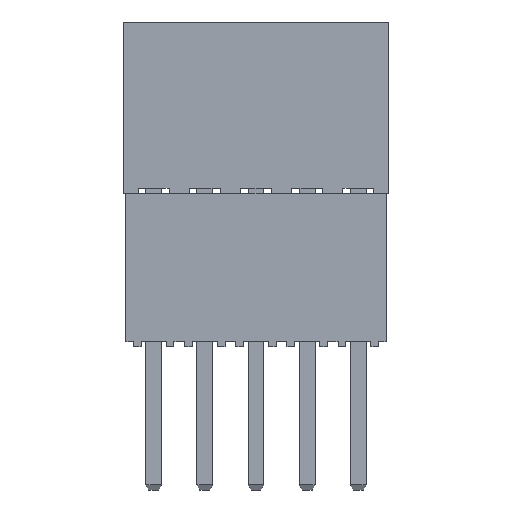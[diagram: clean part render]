
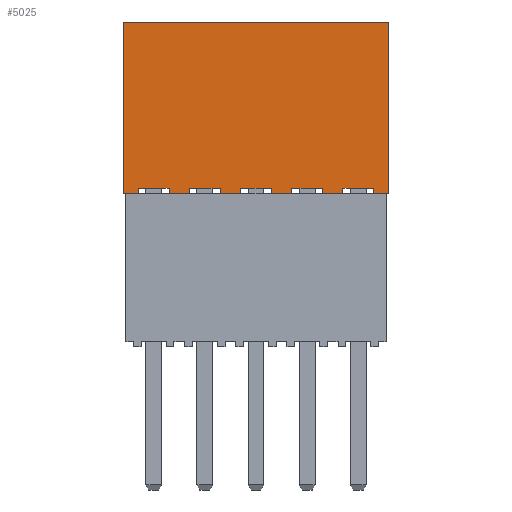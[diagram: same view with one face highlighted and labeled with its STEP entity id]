
A CAD part, top view. The second image highlights one B-rep face of the part: STEP entity #5025.
In plain terms, the highlighted planar face has unit normal (0, 0, 1).
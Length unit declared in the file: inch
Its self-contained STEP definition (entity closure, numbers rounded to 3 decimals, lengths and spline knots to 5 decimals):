
#130=ORIENTED_EDGE('',*,*,#1584,.F.);
#131=ORIENTED_EDGE('',*,*,#1521,.T.);
#132=ORIENTED_EDGE('',*,*,#1585,.F.);
#133=ORIENTED_EDGE('',*,*,#1586,.F.);
#134=ORIENTED_EDGE('',*,*,#1587,.T.);
#135=ORIENTED_EDGE('',*,*,#1539,.T.);
#136=ORIENTED_EDGE('',*,*,#1588,.F.);
#137=ORIENTED_EDGE('',*,*,#1589,.F.);
#138=ORIENTED_EDGE('',*,*,#1590,.F.);
#139=ORIENTED_EDGE('',*,*,#1535,.T.);
#140=ORIENTED_EDGE('',*,*,#1591,.F.);
#141=ORIENTED_EDGE('',*,*,#1592,.F.);
#142=ORIENTED_EDGE('',*,*,#1593,.F.);
#143=ORIENTED_EDGE('',*,*,#1531,.T.);
#144=ORIENTED_EDGE('',*,*,#1594,.F.);
#145=ORIENTED_EDGE('',*,*,#1595,.F.);
#146=ORIENTED_EDGE('',*,*,#1596,.F.);
#147=ORIENTED_EDGE('',*,*,#1527,.T.);
#148=ORIENTED_EDGE('',*,*,#1597,.F.);
#149=ORIENTED_EDGE('',*,*,#1598,.F.);
#150=ORIENTED_EDGE('',*,*,#1599,.F.);
#151=ORIENTED_EDGE('',*,*,#1523,.T.);
#152=ORIENTED_EDGE('',*,*,#1600,.F.);
#153=ORIENTED_EDGE('',*,*,#1601,.F.);
#1521=EDGE_CURVE('',#2248,#2251,#2731,.T.);
#1523=EDGE_CURVE('',#2254,#2252,#2733,.T.);
#1527=EDGE_CURVE('',#2258,#2256,#2737,.T.);
#1531=EDGE_CURVE('',#2262,#2260,#2741,.T.);
#1535=EDGE_CURVE('',#2266,#2264,#2745,.T.);
#1539=EDGE_CURVE('',#2270,#2268,#2749,.T.);
#1584=EDGE_CURVE('',#2248,#2308,#2794,.T.);
#1585=EDGE_CURVE('',#2309,#2251,#2795,.T.);
#1586=EDGE_CURVE('',#2310,#2309,#2796,.T.);
#1587=EDGE_CURVE('',#2310,#2270,#2797,.T.);
#1588=EDGE_CURVE('',#2311,#2268,#2798,.T.);
#1589=EDGE_CURVE('',#2312,#2311,#2799,.T.);
#1590=EDGE_CURVE('',#2266,#2312,#2800,.T.);
#1591=EDGE_CURVE('',#2313,#2264,#2801,.T.);
#1592=EDGE_CURVE('',#2314,#2313,#2802,.T.);
#1593=EDGE_CURVE('',#2262,#2314,#2803,.T.);
#1594=EDGE_CURVE('',#2315,#2260,#2804,.T.);
#1595=EDGE_CURVE('',#2316,#2315,#2805,.T.);
#1596=EDGE_CURVE('',#2258,#2316,#2806,.T.);
#1597=EDGE_CURVE('',#2317,#2256,#2807,.T.);
#1598=EDGE_CURVE('',#2318,#2317,#2808,.T.);
#1599=EDGE_CURVE('',#2254,#2318,#2809,.T.);
#1600=EDGE_CURVE('',#2319,#2252,#2810,.T.);
#1601=EDGE_CURVE('',#2308,#2319,#2811,.T.);
#2248=VERTEX_POINT('',#6920);
#2251=VERTEX_POINT('',#6925);
#2252=VERTEX_POINT('',#6929);
#2254=VERTEX_POINT('',#6932);
#2256=VERTEX_POINT('',#6938);
#2258=VERTEX_POINT('',#6941);
#2260=VERTEX_POINT('',#6947);
#2262=VERTEX_POINT('',#6950);
#2264=VERTEX_POINT('',#6956);
#2266=VERTEX_POINT('',#6959);
#2268=VERTEX_POINT('',#6965);
#2270=VERTEX_POINT('',#6968);
#2308=VERTEX_POINT('',#7059);
#2309=VERTEX_POINT('',#7061);
#2310=VERTEX_POINT('',#7063);
#2311=VERTEX_POINT('',#7066);
#2312=VERTEX_POINT('',#7068);
#2313=VERTEX_POINT('',#7071);
#2314=VERTEX_POINT('',#7073);
#2315=VERTEX_POINT('',#7076);
#2316=VERTEX_POINT('',#7078);
#2317=VERTEX_POINT('',#7081);
#2318=VERTEX_POINT('',#7083);
#2319=VERTEX_POINT('',#7086);
#2731=LINE('',#6926,#3451);
#2733=LINE('',#6931,#3453);
#2737=LINE('',#6940,#3457);
#2741=LINE('',#6949,#3461);
#2745=LINE('',#6958,#3465);
#2749=LINE('',#6967,#3469);
#2794=LINE('',#7058,#3514);
#2795=LINE('',#7060,#3515);
#2796=LINE('',#7062,#3516);
#2797=LINE('',#7064,#3517);
#2798=LINE('',#7065,#3518);
#2799=LINE('',#7067,#3519);
#2800=LINE('',#7069,#3520);
#2801=LINE('',#7070,#3521);
#2802=LINE('',#7072,#3522);
#2803=LINE('',#7074,#3523);
#2804=LINE('',#7075,#3524);
#2805=LINE('',#7077,#3525);
#2806=LINE('',#7079,#3526);
#2807=LINE('',#7080,#3527);
#2808=LINE('',#7082,#3528);
#2809=LINE('',#7084,#3529);
#2810=LINE('',#7085,#3530);
#2811=LINE('',#7087,#3531);
#3451=VECTOR('',#5628,39.37008);
#3453=VECTOR('',#5632,39.37008);
#3457=VECTOR('',#5638,39.37008);
#3461=VECTOR('',#5644,39.37008);
#3465=VECTOR('',#5650,39.37008);
#3469=VECTOR('',#5656,39.37008);
#3514=VECTOR('',#5717,39.37008);
#3515=VECTOR('',#5718,39.37008);
#3516=VECTOR('',#5719,39.37008);
#3517=VECTOR('',#5720,39.37008);
#3518=VECTOR('',#5721,39.37008);
#3519=VECTOR('',#5722,39.37008);
#3520=VECTOR('',#5723,39.37008);
#3521=VECTOR('',#5724,39.37008);
#3522=VECTOR('',#5725,39.37008);
#3523=VECTOR('',#5726,39.37008);
#3524=VECTOR('',#5727,39.37008);
#3525=VECTOR('',#5728,39.37008);
#3526=VECTOR('',#5729,39.37008);
#3527=VECTOR('',#5730,39.37008);
#3528=VECTOR('',#5731,39.37008);
#3529=VECTOR('',#5732,39.37008);
#3530=VECTOR('',#5733,39.37008);
#3531=VECTOR('',#5734,39.37008);
#4181=EDGE_LOOP('',(#130,#131,#132,#133,#134,#135,#136,#137,#138,#139,#140,
#141,#142,#143,#144,#145,#146,#147,#148,#149,#150,#151,#152,#153));
#4469=FACE_BOUND('',#4181,.T.);
#4757=PLANE('',#5347);
#5025=ADVANCED_FACE('',(#4469),#4757,.F.);
#5347=AXIS2_PLACEMENT_3D('',#7057,#5715,#5716);
#5628=DIRECTION('',(1.,0.,0.));
#5632=DIRECTION('',(1.,0.,0.));
#5638=DIRECTION('',(1.,0.,0.));
#5644=DIRECTION('',(1.,0.,0.));
#5650=DIRECTION('',(1.,0.,0.));
#5656=DIRECTION('',(1.,0.,0.));
#5715=DIRECTION('',(0.,0.,-1.));
#5716=DIRECTION('',(-1.,0.,0.));
#5717=DIRECTION('',(0.,1.,0.));
#5718=DIRECTION('',(0.,-1.,0.));
#5719=DIRECTION('',(1.,0.,0.));
#5720=DIRECTION('',(0.,-1.,0.));
#5721=DIRECTION('',(0.,-1.,0.));
#5722=DIRECTION('',(-1.,0.,0.));
#5723=DIRECTION('',(0.,1.,0.));
#5724=DIRECTION('',(0.,-1.,0.));
#5725=DIRECTION('',(-1.,0.,0.));
#5726=DIRECTION('',(0.,1.,0.));
#5727=DIRECTION('',(0.,-1.,0.));
#5728=DIRECTION('',(-1.,0.,0.));
#5729=DIRECTION('',(0.,1.,0.));
#5730=DIRECTION('',(0.,-1.,0.));
#5731=DIRECTION('',(-1.,0.,0.));
#5732=DIRECTION('',(0.,1.,0.));
#5733=DIRECTION('',(0.,-1.,0.));
#5734=DIRECTION('',(-1.,0.,0.));
#6920=CARTESIAN_POINT('',(0.49,0.,0.0475));
#6925=CARTESIAN_POINT('',(0.52,0.,0.0475));
#6926=CARTESIAN_POINT('',(0.,0.,0.0475));
#6929=CARTESIAN_POINT('',(0.43,0.,0.0475));
#6931=CARTESIAN_POINT('',(0.,0.,0.0475));
#6932=CARTESIAN_POINT('',(0.39,0.,0.0475));
#6938=CARTESIAN_POINT('',(0.33,0.,0.0475));
#6940=CARTESIAN_POINT('',(0.,0.,0.0475));
#6941=CARTESIAN_POINT('',(0.29,0.,0.0475));
#6947=CARTESIAN_POINT('',(0.23,0.,0.0475));
#6949=CARTESIAN_POINT('',(0.,0.,0.0475));
#6950=CARTESIAN_POINT('',(0.19,0.,0.0475));
#6956=CARTESIAN_POINT('',(0.13,0.,0.0475));
#6958=CARTESIAN_POINT('',(0.,0.,0.0475));
#6959=CARTESIAN_POINT('',(0.09,0.,0.0475));
#6965=CARTESIAN_POINT('',(0.03,0.,0.0475));
#6967=CARTESIAN_POINT('',(0.,0.,0.0475));
#6968=CARTESIAN_POINT('',(0.,0.,0.0475));
#7057=CARTESIAN_POINT('',(0.,0.335,0.0475));
#7058=CARTESIAN_POINT('',(0.49,0.,0.0475));
#7059=CARTESIAN_POINT('',(0.49,0.01,0.0475));
#7060=CARTESIAN_POINT('',(0.52,0.335,0.0475));
#7061=CARTESIAN_POINT('',(0.52,0.335,0.0475));
#7062=CARTESIAN_POINT('',(0.,0.335,0.0475));
#7063=CARTESIAN_POINT('',(0.,0.335,0.0475));
#7064=CARTESIAN_POINT('',(0.,0.335,0.0475));
#7065=CARTESIAN_POINT('',(0.03,0.01,0.0475));
#7066=CARTESIAN_POINT('',(0.03,0.01,0.0475));
#7067=CARTESIAN_POINT('',(0.09,0.01,0.0475));
#7068=CARTESIAN_POINT('',(0.09,0.01,0.0475));
#7069=CARTESIAN_POINT('',(0.09,0.,0.0475));
#7070=CARTESIAN_POINT('',(0.13,0.01,0.0475));
#7071=CARTESIAN_POINT('',(0.13,0.01,0.0475));
#7072=CARTESIAN_POINT('',(0.19,0.01,0.0475));
#7073=CARTESIAN_POINT('',(0.19,0.01,0.0475));
#7074=CARTESIAN_POINT('',(0.19,0.,0.0475));
#7075=CARTESIAN_POINT('',(0.23,0.01,0.0475));
#7076=CARTESIAN_POINT('',(0.23,0.01,0.0475));
#7077=CARTESIAN_POINT('',(0.29,0.01,0.0475));
#7078=CARTESIAN_POINT('',(0.29,0.01,0.0475));
#7079=CARTESIAN_POINT('',(0.29,0.,0.0475));
#7080=CARTESIAN_POINT('',(0.33,0.01,0.0475));
#7081=CARTESIAN_POINT('',(0.33,0.01,0.0475));
#7082=CARTESIAN_POINT('',(0.39,0.01,0.0475));
#7083=CARTESIAN_POINT('',(0.39,0.01,0.0475));
#7084=CARTESIAN_POINT('',(0.39,0.,0.0475));
#7085=CARTESIAN_POINT('',(0.43,0.01,0.0475));
#7086=CARTESIAN_POINT('',(0.43,0.01,0.0475));
#7087=CARTESIAN_POINT('',(0.49,0.01,0.0475));
